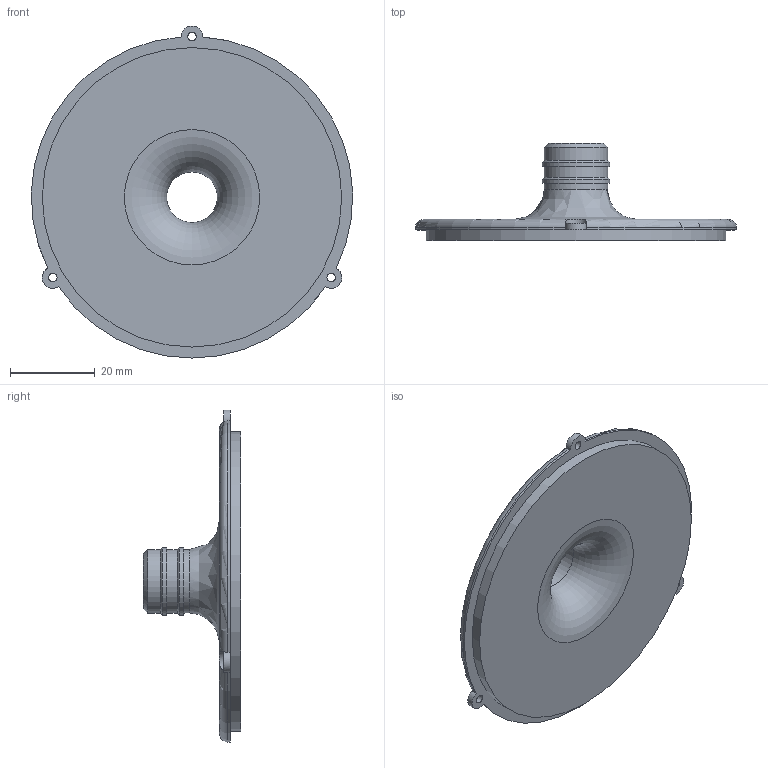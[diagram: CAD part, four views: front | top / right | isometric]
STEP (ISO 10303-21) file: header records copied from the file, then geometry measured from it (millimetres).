
FILE_DESCRIPTION(/* description */ (''),/* implementation_level */ '2;1');
FILE_NAME(/* name */ 'Blower Casing Top.step',/* time_stamp */ '2021-07-21T17:48:31+02:00',/* author */ (''),/* organization */ (''),/* preprocessor_version */ 'ST-DEVELOPER v18.1',/* originating_system */ 'Autodesk Translation Framework v10.9.0.1377',/* authorisation */ '');
FILE_SCHEMA (('AUTOMOTIVE_DESIGN { 1 0 10303 214 3 1 1 }'));
Length unit declared in the file: millimetre
Products named in the file (1): Blower Casing Top
Bounding box: 75.96 x 23 x 78.5 mm (x, y, z)
Volume: 21079.2 mm3; surface area: 11559.3 mm2
Topology: 1 solids, 1 shells, 446 faces, 1200 edges, 796 vertices
Faces by surface type: bspline 211, plane 209, cylinder 19, torus 4, cone 3
Full cylindrical faces by diameter (mm): 2 x3, 12 x1, 15 x3, 16 x2, 70.8 x1
Entity records: 16058 total; most frequent: CARTESIAN_POINT 6263, ORIENTED_EDGE 2400, DIRECTION 1281, EDGE_CURVE 1200, VERTEX_POINT 796, LINE 721, VECTOR 721, EDGE_LOOP 494
